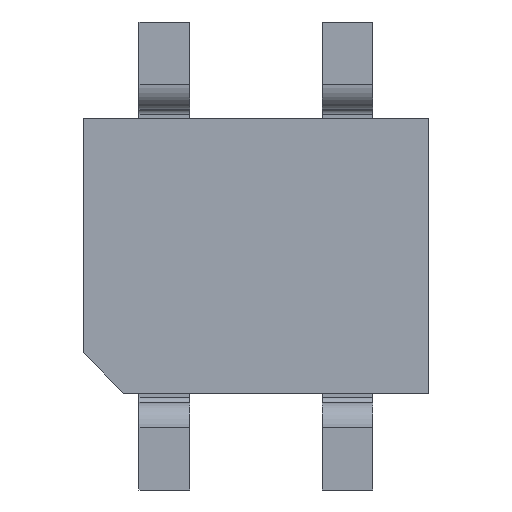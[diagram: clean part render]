
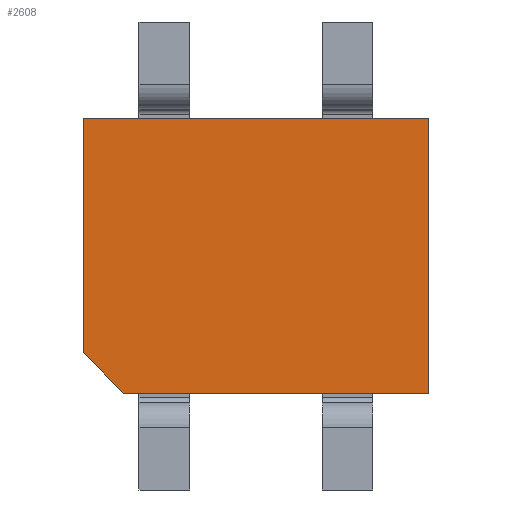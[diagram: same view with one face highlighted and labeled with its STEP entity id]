
A CAD part, front view. The second image highlights one B-rep face of the part: STEP entity #2608.
In plain terms, the highlighted planar face has unit normal (0, -1, 0).
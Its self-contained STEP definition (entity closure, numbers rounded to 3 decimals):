
#233 = EDGE_CURVE ( 'NONE', #1827, #1918, #2025, .T. ) ;
#266 = EDGE_CURVE ( 'NONE', #2333, #2039, #623, .T. ) ;
#373 = VECTOR ( 'NONE', #2523, 1000. ) ;
#412 = EDGE_CURVE ( 'NONE', #1100, #2333, #1602, .T. ) ;
#460 = DIRECTION ( 'NONE',  ( 1., 0., 0. ) ) ;
#516 = EDGE_LOOP ( 'NONE', ( #2627, #1832, #1407, #874, #1458 ) ) ;
#608 = DIRECTION ( 'NONE',  ( 0., 0., -1. ) ) ;
#623 = LINE ( 'NONE', #1631, #1860 ) ;
#659 = FACE_OUTER_BOUND ( 'NONE', #516, .T. ) ;
#782 = CARTESIAN_POINT ( 'NONE',  ( 1.7, 0.17, -1.35 ) ) ;
#853 = CARTESIAN_POINT ( 'NONE',  ( -1.3, 0.17, -1.35 ) ) ;
#874 = ORIENTED_EDGE ( 'NONE', *, *, #2454, .F. ) ;
#973 = VECTOR ( 'NONE', #2403, 1000. ) ;
#975 = CARTESIAN_POINT ( 'NONE',  ( -1.3, 0.17, -1.35 ) ) ;
#1024 = CARTESIAN_POINT ( 'NONE',  ( 1.7, 0.17, -1.35 ) ) ;
#1068 = VECTOR ( 'NONE', #2279, 1000. ) ;
#1100 = VERTEX_POINT ( 'NONE', #1492 ) ;
#1247 = CARTESIAN_POINT ( 'NONE',  ( -1.7, 0.17, 1.35 ) ) ;
#1395 = CARTESIAN_POINT ( 'NONE',  ( -1.7, 0.17, 1.35 ) ) ;
#1407 = ORIENTED_EDGE ( 'NONE', *, *, #412, .F. ) ;
#1412 = LINE ( 'NONE', #1395, #973 ) ;
#1458 = ORIENTED_EDGE ( 'NONE', *, *, #233, .F. ) ;
#1492 = CARTESIAN_POINT ( 'NONE',  ( -1.3, 0.17, -1.35 ) ) ;
#1602 = LINE ( 'NONE', #975, #373 ) ;
#1631 = CARTESIAN_POINT ( 'NONE',  ( -1.7, 0.17, -0.95 ) ) ;
#1827 = VERTEX_POINT ( 'NONE', #2138 ) ;
#1832 = ORIENTED_EDGE ( 'NONE', *, *, #266, .F. ) ;
#1860 = VECTOR ( 'NONE', #2452, 1000. ) ;
#1918 = VERTEX_POINT ( 'NONE', #782 ) ;
#1927 = AXIS2_PLACEMENT_3D ( 'NONE', #2513, #2501, #460 ) ;
#2025 = LINE ( 'NONE', #1024, #2042 ) ;
#2039 = VERTEX_POINT ( 'NONE', #1247 ) ;
#2042 = VECTOR ( 'NONE', #608, 1000. ) ;
#2138 = CARTESIAN_POINT ( 'NONE',  ( 1.7, 0.17, 1.35 ) ) ;
#2156 = CARTESIAN_POINT ( 'NONE',  ( -1.7, 0.17, -0.95 ) ) ;
#2279 = DIRECTION ( 'NONE',  ( -1., 0., 0. ) ) ;
#2323 = PLANE ( 'NONE',  #1927 ) ;
#2333 = VERTEX_POINT ( 'NONE', #2156 ) ;
#2377 = EDGE_CURVE ( 'NONE', #2039, #1827, #1412, .T. ) ;
#2403 = DIRECTION ( 'NONE',  ( 1., 0., 0. ) ) ;
#2452 = DIRECTION ( 'NONE',  ( 0., 0., 1. ) ) ;
#2454 = EDGE_CURVE ( 'NONE', #1918, #1100, #2620, .T. ) ;
#2501 = DIRECTION ( 'NONE',  ( 0., -1., 0. ) ) ;
#2513 = CARTESIAN_POINT ( 'NONE',  ( 0., 0.17, 0. ) ) ;
#2523 = DIRECTION ( 'NONE',  ( -0.707, 0., 0.707 ) ) ;
#2608 = ADVANCED_FACE ( 'NONE', ( #659 ), #2323, .T. ) ;
#2620 = LINE ( 'NONE', #853, #1068 ) ;
#2627 = ORIENTED_EDGE ( 'NONE', *, *, #2377, .F. ) ;
